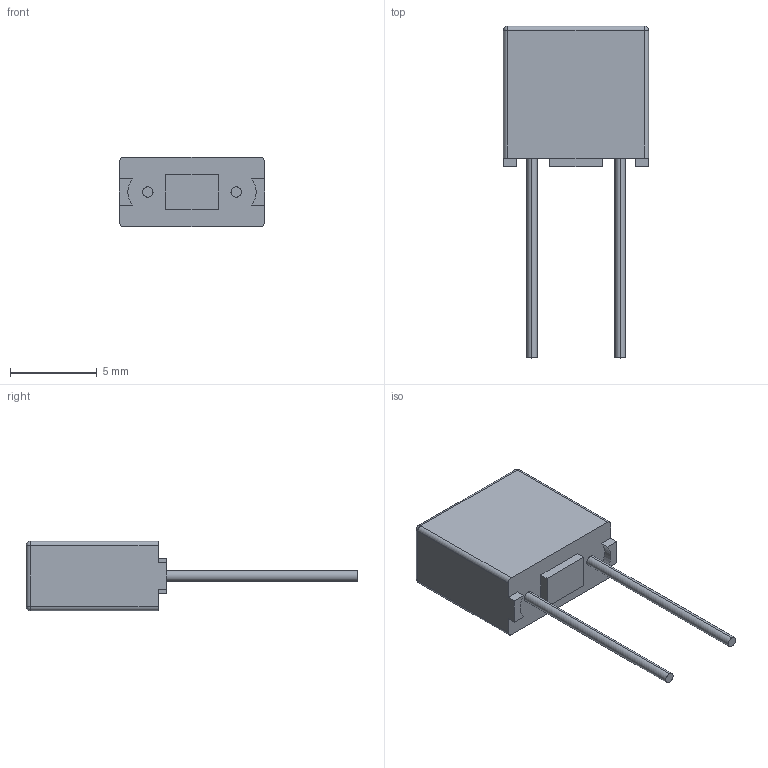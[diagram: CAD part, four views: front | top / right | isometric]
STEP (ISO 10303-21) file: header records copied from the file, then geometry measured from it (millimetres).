
FILE_DESCRIPTION (( 'STEP AP214' ), '1' );
FILE_NAME ('0697W1250-02.STEP', '2023-02-20T01:33:55', ( '' ), ( '' ), 'SwSTEP 2.0', 'SolidWorks 2021', '' );
FILE_SCHEMA (( 'AUTOMOTIVE_DESIGN' ));
Length unit declared in the file: millimetre
Products named in the file (1): 0697W1250-02
Bounding box: 8.35 x 19.1 x 4 mm (x, y, z)
Volume: 263.5 mm3; surface area: 302.7 mm2
Topology: 3 solids, 3 shells, 39 faces, 88 edges, 52 vertices
Faces by surface type: plane 21, cylinder 14, sphere 4
Entity records: 1102 total; most frequent: DIRECTION 192, CARTESIAN_POINT 176, ORIENTED_EDGE 168, EDGE_CURVE 84, AXIS2_PLACEMENT_3D 68, LINE 56, VECTOR 56, VERTEX_POINT 52
